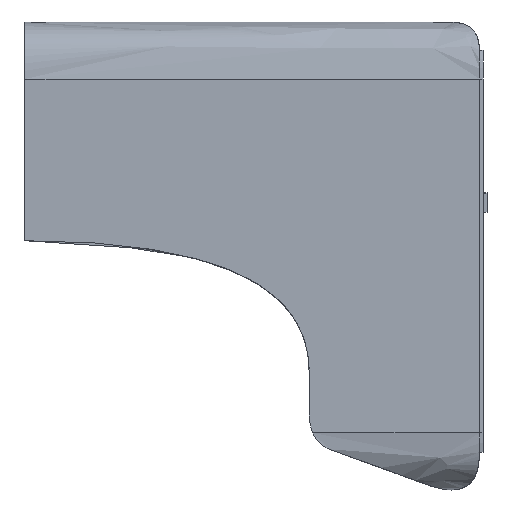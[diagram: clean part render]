
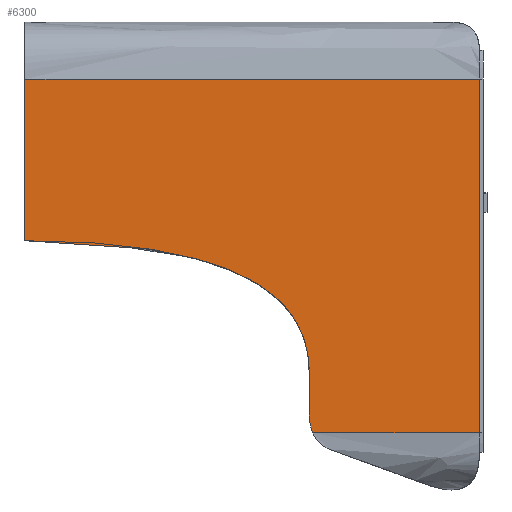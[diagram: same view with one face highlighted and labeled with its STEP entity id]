
A CAD part, left-side view. The second image highlights one B-rep face of the part: STEP entity #6300.
In plain terms, the highlighted planar face has unit normal (-1, 0, 0).
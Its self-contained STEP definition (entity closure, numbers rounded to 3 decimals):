
#75=B_SPLINE_CURVE_WITH_KNOTS('',3,(#8275,#8276,#8277,#8278),
 .UNSPECIFIED.,.F.,.F.,(4,4),(-21.856,0.),.UNSPECIFIED.);
#76=B_SPLINE_CURVE_WITH_KNOTS('',3,(#8282,#8283,#8284,#8285),
 .UNSPECIFIED.,.F.,.F.,(4,4),(-1.09,0.),.UNSPECIFIED.);
#610=FACE_OUTER_BOUND('',#907,.T.);
#907=EDGE_LOOP('',(#4515,#4516,#4517,#4518,#4519,#4520,#4521));
#1333=LINE('',#8280,#1965);
#1334=LINE('',#8287,#1966);
#1335=LINE('',#8289,#1967);
#1336=LINE('',#8291,#1968);
#1337=LINE('',#8292,#1969);
#1965=VECTOR('',#7051,10.);
#1966=VECTOR('',#7052,10.);
#1967=VECTOR('',#7053,10.);
#1968=VECTOR('',#7054,10.);
#1969=VECTOR('',#7055,10.);
#2601=VERTEX_POINT('',#8273);
#2602=VERTEX_POINT('',#8274);
#2603=VERTEX_POINT('',#8279);
#2604=VERTEX_POINT('',#8281);
#2605=VERTEX_POINT('',#8286);
#2606=VERTEX_POINT('',#8288);
#2607=VERTEX_POINT('',#8290);
#3458=EDGE_CURVE('',#2601,#2602,#75,.T.);
#3459=EDGE_CURVE('',#2602,#2603,#1333,.T.);
#3460=EDGE_CURVE('',#2603,#2604,#76,.T.);
#3461=EDGE_CURVE('',#2604,#2605,#1334,.T.);
#3462=EDGE_CURVE('',#2605,#2606,#1335,.T.);
#3463=EDGE_CURVE('',#2606,#2607,#1336,.T.);
#3464=EDGE_CURVE('',#2607,#2601,#1337,.T.);
#4515=ORIENTED_EDGE('',*,*,#3458,.T.);
#4516=ORIENTED_EDGE('',*,*,#3459,.T.);
#4517=ORIENTED_EDGE('',*,*,#3460,.T.);
#4518=ORIENTED_EDGE('',*,*,#3461,.T.);
#4519=ORIENTED_EDGE('',*,*,#3462,.T.);
#4520=ORIENTED_EDGE('',*,*,#3463,.T.);
#4521=ORIENTED_EDGE('',*,*,#3464,.T.);
#6164=PLANE('',#6772);
#6300=ADVANCED_FACE('',(#610),#6164,.T.);
#6772=AXIS2_PLACEMENT_3D('',#8272,#7049,#7050);
#7049=DIRECTION('center_axis',(-1.,0.,0.));
#7050=DIRECTION('ref_axis',(0.,1.,0.));
#7051=DIRECTION('',(0.,0.,-1.));
#7052=DIRECTION('',(0.,-1.,0.));
#7053=DIRECTION('',(0.,0.,1.));
#7054=DIRECTION('',(0.,1.,0.));
#7055=DIRECTION('',(0.,0.,-1.));
#8272=CARTESIAN_POINT('Origin',(-16.,-16.878,-12.084));
#8273=CARTESIAN_POINT('',(-16.,10.886,0.));
#8274=CARTESIAN_POINT('',(-16.,-4.054,-6.915));
#8275=CARTESIAN_POINT('Ctrl Pts',(-16.,10.886,0.));
#8276=CARTESIAN_POINT('Ctrl Pts',(-16.,0.926,0.));
#8277=CARTESIAN_POINT('Ctrl Pts',(-16.,-4.054,-2.305));
#8278=CARTESIAN_POINT('Ctrl Pts',(-16.,-4.054,-6.915));
#8279=CARTESIAN_POINT('',(-16.,-4.054,-9.048));
#8280=CARTESIAN_POINT('',(-16.,-4.054,-6.915));
#8281=CARTESIAN_POINT('',(-16.,-4.232,-10.103));
#8282=CARTESIAN_POINT('Ctrl Pts',(-16.,-4.054,-9.048));
#8283=CARTESIAN_POINT('Ctrl Pts',(-16.,-4.054,-9.463));
#8284=CARTESIAN_POINT('Ctrl Pts',(-16.,-4.114,-9.815));
#8285=CARTESIAN_POINT('Ctrl Pts',(-16.,-4.232,-10.103));
#8286=CARTESIAN_POINT('',(-16.,-13.,-10.103));
#8287=CARTESIAN_POINT('',(-16.,-4.232,-10.103));
#8288=CARTESIAN_POINT('',(-16.,-13.,8.5));
#8289=CARTESIAN_POINT('',(-16.,-13.,-10.103));
#8290=CARTESIAN_POINT('',(-16.,10.886,8.5));
#8291=CARTESIAN_POINT('',(-16.,-13.,8.5));
#8292=CARTESIAN_POINT('',(-16.,10.886,8.5));
